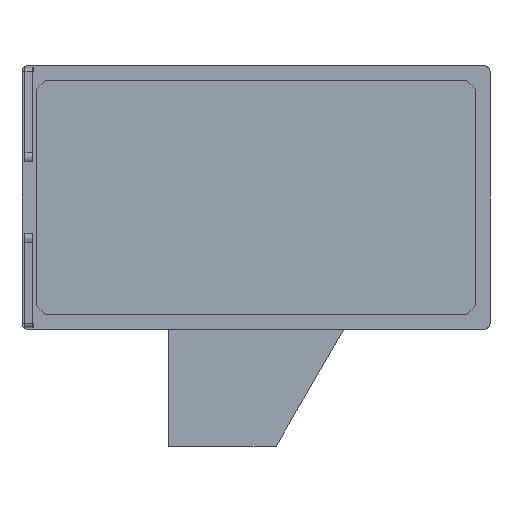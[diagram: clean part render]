
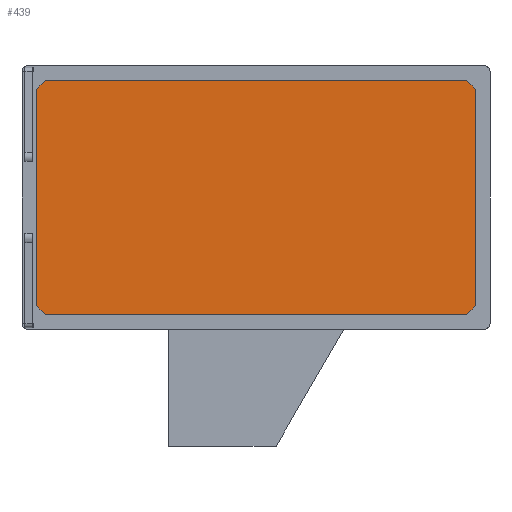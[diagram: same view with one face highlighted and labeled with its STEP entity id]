
A CAD part, front view. The second image highlights one B-rep face of the part: STEP entity #439.
In plain terms, the highlighted planar face has unit normal (0, -1, 0).
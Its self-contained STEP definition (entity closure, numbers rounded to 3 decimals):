
#54 = CARTESIAN_POINT ( 'NONE',  ( 7.2, -3.85, -4. ) ) ;
#95 = VERTEX_POINT ( 'NONE', #2446 ) ;
#155 = CARTESIAN_POINT ( 'NONE',  ( 7.2, -3.85, -4. ) ) ;
#214 = EDGE_CURVE ( 'NONE', #2800, #1025, #471, .T. ) ;
#257 = DIRECTION ( 'NONE',  ( 0., 0., 1. ) ) ;
#432 = FACE_OUTER_BOUND ( 'NONE', #3455, .T. ) ;
#439 = ADVANCED_FACE ( 'NONE', ( #432 ), #924, .T. ) ;
#471 = LINE ( 'NONE', #2287, #2705 ) ;
#548 = DIRECTION ( 'NONE',  ( -1., 0., 0. ) ) ;
#560 = DIRECTION ( 'NONE',  ( 0.707, 0., -0.707 ) ) ;
#707 = ORIENTED_EDGE ( 'NONE', *, *, #214, .T. ) ;
#759 = ORIENTED_EDGE ( 'NONE', *, *, #1377, .T. ) ;
#796 = EDGE_CURVE ( 'NONE', #976, #1549, #1417, .T. ) ;
#864 = VERTEX_POINT ( 'NONE', #3536 ) ;
#924 = PLANE ( 'NONE',  #2012 ) ;
#955 = DIRECTION ( 'NONE',  ( -0.707, 0., 0.707 ) ) ;
#975 = CARTESIAN_POINT ( 'NONE',  ( 7.2, -3.85, 4. ) ) ;
#976 = VERTEX_POINT ( 'NONE', #1242 ) ;
#999 = VECTOR ( 'NONE', #560, 1000. ) ;
#1025 = VERTEX_POINT ( 'NONE', #2149 ) ;
#1040 = LINE ( 'NONE', #1514, #2502 ) ;
#1171 = DIRECTION ( 'NONE',  ( 1., 0., 0. ) ) ;
#1225 = DIRECTION ( 'NONE',  ( 0., -1., 0. ) ) ;
#1242 = CARTESIAN_POINT ( 'NONE',  ( -7.2, -3.85, -4. ) ) ;
#1318 = LINE ( 'NONE', #2660, #1746 ) ;
#1377 = EDGE_CURVE ( 'NONE', #3507, #95, #1318, .T. ) ;
#1417 = LINE ( 'NONE', #2624, #1463 ) ;
#1463 = VECTOR ( 'NONE', #1171, 1000. ) ;
#1514 = CARTESIAN_POINT ( 'NONE',  ( -7.2, -3.85, 4. ) ) ;
#1517 = DIRECTION ( 'NONE',  ( 0., 0., -1. ) ) ;
#1525 = DIRECTION ( 'NONE',  ( 0.707, 0., 0.707 ) ) ;
#1549 = VERTEX_POINT ( 'NONE', #155 ) ;
#1746 = VECTOR ( 'NONE', #1517, 1000. ) ;
#1816 = DIRECTION ( 'NONE',  ( -0.707, 0., -0.707 ) ) ;
#1936 = ORIENTED_EDGE ( 'NONE', *, *, #2015, .T. ) ;
#1977 = EDGE_CURVE ( 'NONE', #3045, #864, #2695, .T. ) ;
#2012 = AXIS2_PLACEMENT_3D ( 'NONE', #2976, #1225, #3261 ) ;
#2015 = EDGE_CURVE ( 'NONE', #95, #976, #3743, .T. ) ;
#2149 = CARTESIAN_POINT ( 'NONE',  ( -7.2, -3.85, 4. ) ) ;
#2287 = CARTESIAN_POINT ( 'NONE',  ( -7.2, -3.85, 4. ) ) ;
#2312 = CARTESIAN_POINT ( 'NONE',  ( -7.5, -3.85, -3.7 ) ) ;
#2440 = EDGE_CURVE ( 'NONE', #1025, #3507, #1040, .T. ) ;
#2446 = CARTESIAN_POINT ( 'NONE',  ( -7.5, -3.85, -3.7 ) ) ;
#2502 = VECTOR ( 'NONE', #1816, 1000. ) ;
#2559 = ORIENTED_EDGE ( 'NONE', *, *, #3190, .T. ) ;
#2624 = CARTESIAN_POINT ( 'NONE',  ( -7.2, -3.85, -4. ) ) ;
#2660 = CARTESIAN_POINT ( 'NONE',  ( -7.5, -3.85, 3.7 ) ) ;
#2693 = VECTOR ( 'NONE', #955, 1000. ) ;
#2695 = LINE ( 'NONE', #3759, #3373 ) ;
#2703 = CARTESIAN_POINT ( 'NONE',  ( 7.2, -3.85, 4. ) ) ;
#2704 = ORIENTED_EDGE ( 'NONE', *, *, #796, .T. ) ;
#2705 = VECTOR ( 'NONE', #548, 1000. ) ;
#2800 = VERTEX_POINT ( 'NONE', #975 ) ;
#2881 = LINE ( 'NONE', #2703, #2693 ) ;
#2976 = CARTESIAN_POINT ( 'NONE',  ( 0., -3.85, 0. ) ) ;
#3007 = ORIENTED_EDGE ( 'NONE', *, *, #1977, .T. ) ;
#3045 = VERTEX_POINT ( 'NONE', #3186 ) ;
#3063 = LINE ( 'NONE', #54, #3137 ) ;
#3137 = VECTOR ( 'NONE', #1525, 1000. ) ;
#3178 = ORIENTED_EDGE ( 'NONE', *, *, #3245, .T. ) ;
#3186 = CARTESIAN_POINT ( 'NONE',  ( 7.5, -3.85, -3.7 ) ) ;
#3190 = EDGE_CURVE ( 'NONE', #1549, #3045, #3063, .T. ) ;
#3245 = EDGE_CURVE ( 'NONE', #864, #2800, #2881, .T. ) ;
#3261 = DIRECTION ( 'NONE',  ( 0., 0., -1. ) ) ;
#3373 = VECTOR ( 'NONE', #257, 1000. ) ;
#3455 = EDGE_LOOP ( 'NONE', ( #3007, #3178, #707, #3607, #759, #1936, #2704, #2559 ) ) ;
#3507 = VERTEX_POINT ( 'NONE', #3695 ) ;
#3536 = CARTESIAN_POINT ( 'NONE',  ( 7.5, -3.85, 3.7 ) ) ;
#3607 = ORIENTED_EDGE ( 'NONE', *, *, #2440, .T. ) ;
#3695 = CARTESIAN_POINT ( 'NONE',  ( -7.5, -3.85, 3.7 ) ) ;
#3743 = LINE ( 'NONE', #2312, #999 ) ;
#3759 = CARTESIAN_POINT ( 'NONE',  ( 7.5, -3.85, 3.7 ) ) ;
